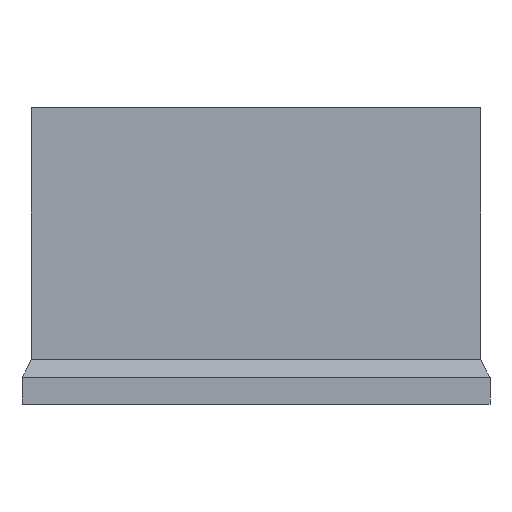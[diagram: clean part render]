
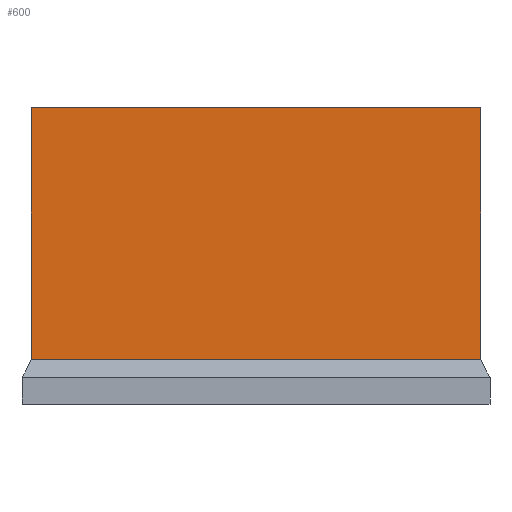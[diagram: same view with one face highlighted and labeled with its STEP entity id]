
A CAD part, left-side view. The second image highlights one B-rep face of the part: STEP entity #600.
In plain terms, the highlighted planar face has unit normal (-1, 0, 0).
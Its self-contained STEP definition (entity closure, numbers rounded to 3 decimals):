
#33=PLANE('',#650);
#59=FACE_OUTER_BOUND('',#93,.T.);
#93=EDGE_LOOP('',(#443,#444,#445,#446));
#137=LINE('',#879,#202);
#147=LINE('',#898,#212);
#150=LINE('',#904,#215);
#151=LINE('',#905,#216);
#202=VECTOR('',#707,10.);
#212=VECTOR('',#725,10.);
#215=VECTOR('',#730,10.);
#216=VECTOR('',#731,10.);
#286=VERTEX_POINT('',#876);
#287=VERTEX_POINT('',#878);
#292=VERTEX_POINT('',#897);
#294=VERTEX_POINT('',#903);
#341=EDGE_CURVE('',#286,#287,#137,.T.);
#351=EDGE_CURVE('',#287,#292,#147,.T.);
#354=EDGE_CURVE('',#286,#294,#150,.T.);
#355=EDGE_CURVE('',#292,#294,#151,.T.);
#443=ORIENTED_EDGE('',*,*,#341,.F.);
#444=ORIENTED_EDGE('',*,*,#354,.T.);
#445=ORIENTED_EDGE('',*,*,#355,.F.);
#446=ORIENTED_EDGE('',*,*,#351,.F.);
#600=ADVANCED_FACE('',(#59),#33,.T.);
#650=AXIS2_PLACEMENT_3D('',#902,#728,#729);
#707=DIRECTION('',(0.,1.,0.));
#725=DIRECTION('',(0.,0.,1.));
#728=DIRECTION('center_axis',(-1.,0.,0.));
#729=DIRECTION('ref_axis',(0.,-1.,0.));
#730=DIRECTION('',(0.,0.,1.));
#731=DIRECTION('',(0.,-1.,0.));
#876=CARTESIAN_POINT('',(0.,0.,7.));
#878=CARTESIAN_POINT('',(0.,100.,7.));
#879=CARTESIAN_POINT('',(0.,75.,7.));
#897=CARTESIAN_POINT('',(0.,100.,63.));
#898=CARTESIAN_POINT('',(0.,100.,0.));
#902=CARTESIAN_POINT('Origin',(0.,100.,0.));
#903=CARTESIAN_POINT('',(0.,0.,63.));
#904=CARTESIAN_POINT('',(0.,0.,0.));
#905=CARTESIAN_POINT('',(0.,75.,63.));
